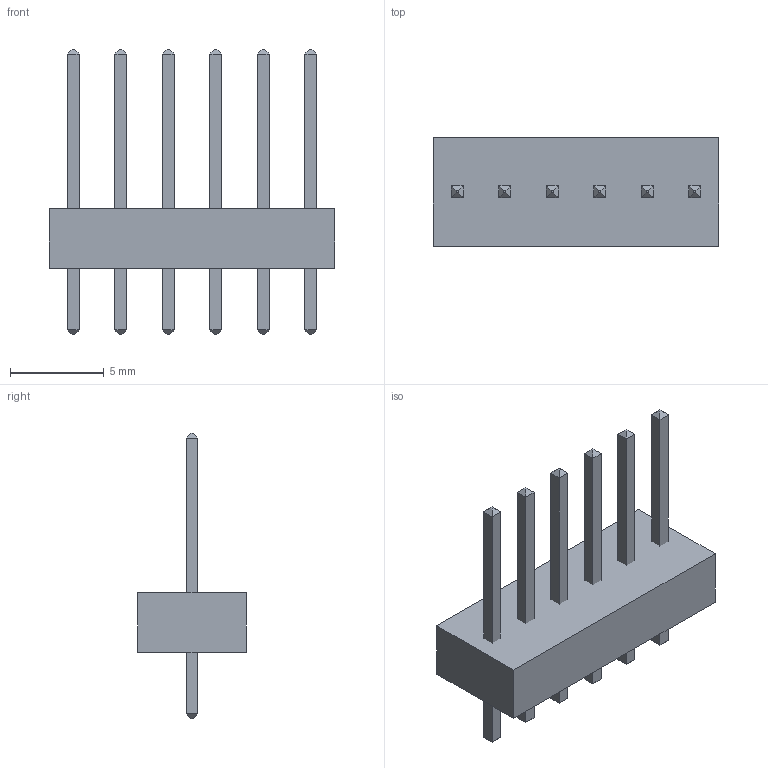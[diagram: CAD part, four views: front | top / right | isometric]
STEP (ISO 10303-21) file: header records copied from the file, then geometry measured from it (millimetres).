
FILE_DESCRIPTION(('FreeCAD Model'),'2;1');
FILE_NAME('239371.1.1.stp','2019-06-11T11:32:12',( 'Author'),(''),'Open CASCADE STEP processor 6.8','FreeCAD','Unknown' );
FILE_SCHEMA(('AUTOMOTIVE_DESIGN_CC2 { 1 2 10303 214 -1 1 5 4 }'));
Length unit declared in the file: millimetre
Products named in the file (3): ASSEMBLY; SimpleBody; LeadsArray
Assembly tree (2 placements, depth 2):
  ASSEMBLY
    SimpleBody
    LeadsArray
Bounding box: 15.24 x 5.8 x 15.26 mm (x, y, z)
Volume: 317 mm3; surface area: 543.6 mm2
Topology: 7 solids, 7 shells, 90 faces, 180 edges, 104 vertices
Faces by surface type: plane 90
Entity records: 4661 total; most frequent: CARTESIAN_POINT 737, DIRECTION 726, LINE 540, VECTOR 540, ORIENTED_EDGE 360, PCURVE 360, DEFINITIONAL_REPRESENTATION 360, EDGE_CURVE 180
